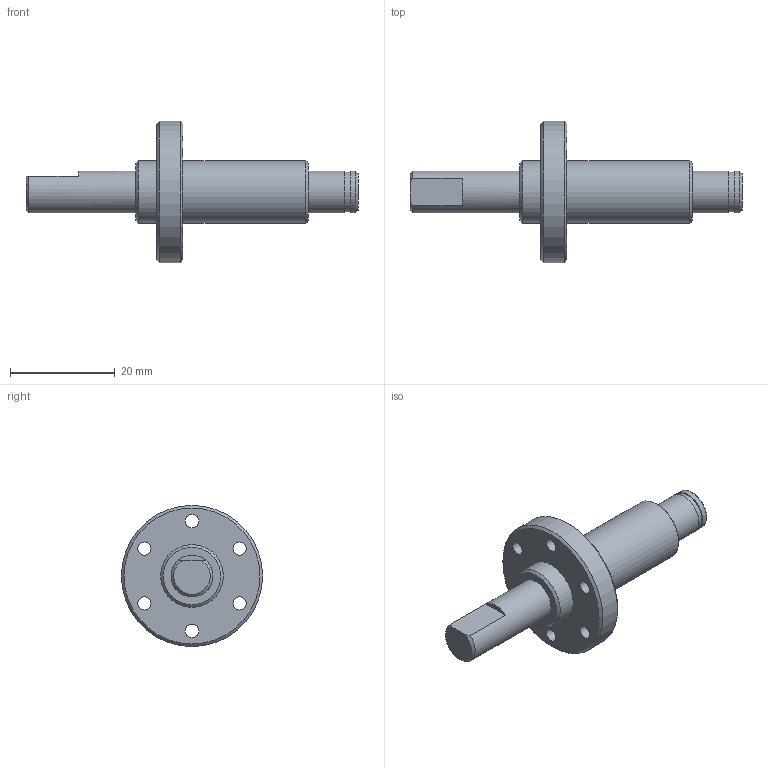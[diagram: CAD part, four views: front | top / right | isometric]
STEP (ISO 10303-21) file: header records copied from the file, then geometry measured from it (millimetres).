
FILE_DESCRIPTION(/* description */ (''),/* implementation_level */ '2;1');
FILE_NAME(/* name */ 'Composant1.step',/* time_stamp */ '2024-04-03T19:58:56+02:00',/* author */ (''),/* organization */ (''),/* preprocessor_version */ 'ST-DEVELOPER v20',/* originating_system */ 'Autodesk Translation Framework v12.20.1.177',/* authorisation */ '');
FILE_SCHEMA (('AUTOMOTIVE_DESIGN { 1 0 10303 214 3 1 1 }'));
Length unit declared in the file: millimetre
Products named in the file (1): FusionComponent
Bounding box: 63.5 x 27 x 27 mm (x, y, z)
Volume: 7335.2 mm3; surface area: 3486.1 mm2
Topology: 1 solids, 1 shells, 29 faces, 63 edges, 42 vertices
Faces by surface type: cylinder 13, plane 10, cone 6
Full cylindrical faces by diameter (mm): 2.529 x6, 7.6 x1, 8 x3, 12 x2, 27 x1
Entity records: 871 total; most frequent: DIRECTION 160, CARTESIAN_POINT 139, ORIENTED_EDGE 126, AXIS2_PLACEMENT_3D 69, EDGE_CURVE 63, EDGE_LOOP 47, VERTEX_POINT 42, CIRCLE 39
